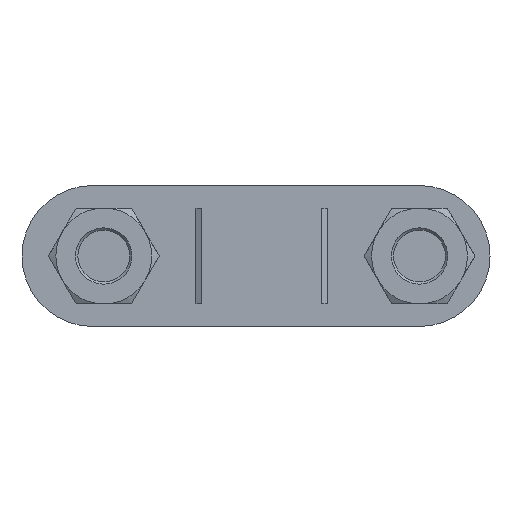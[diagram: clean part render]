
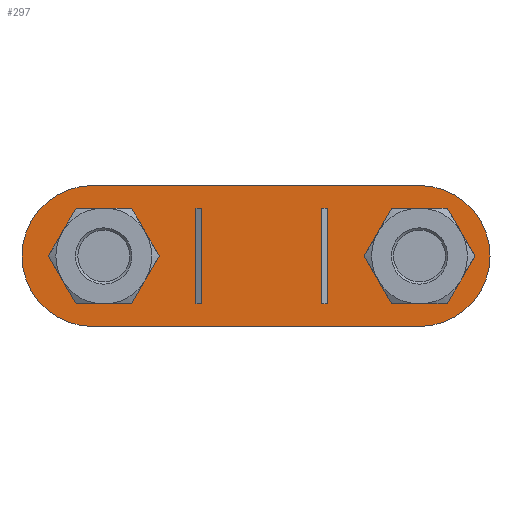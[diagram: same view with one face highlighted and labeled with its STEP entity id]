
A CAD part, front view. The second image highlights one B-rep face of the part: STEP entity #297.
In plain terms, the highlighted planar face has unit normal (0, -1, 0).
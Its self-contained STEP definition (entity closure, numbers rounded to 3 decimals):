
#297 = ADVANCED_FACE( '', ( #451, #452, #453, #454, #455 ), #456, .F. );
#451 = FACE_BOUND( '', #1533, .T. );
#452 = FACE_OUTER_BOUND( '', #1534, .T. );
#453 = FACE_BOUND( '', #1535, .T. );
#454 = FACE_BOUND( '', #1536, .T. );
#455 = FACE_BOUND( '', #1537, .T. );
#456 = PLANE( '', #1538 );
#1533 = EDGE_LOOP( '', ( #1912, #1913, #1914, #1915 ) );
#1534 = EDGE_LOOP( '', ( #1916, #1917, #1918, #1919, #1920, #1921 ) );
#1535 = EDGE_LOOP( '', ( #1922 ) );
#1536 = EDGE_LOOP( '', ( #1923, #1924, #1925, #1926 ) );
#1537 = EDGE_LOOP( '', ( #1927, #1928, #1929, #1930 ) );
#1538 = AXIS2_PLACEMENT_3D( '', #1931, #1932, #1933 );
#1912 = ORIENTED_EDGE( '', *, *, #2593, .F. );
#1913 = ORIENTED_EDGE( '', *, *, #2594, .T. );
#1914 = ORIENTED_EDGE( '', *, *, #2595, .T. );
#1915 = ORIENTED_EDGE( '', *, *, #2596, .F. );
#1916 = ORIENTED_EDGE( '', *, *, #2597, .F. );
#1917 = ORIENTED_EDGE( '', *, *, #2598, .F. );
#1918 = ORIENTED_EDGE( '', *, *, #2599, .F. );
#1919 = ORIENTED_EDGE( '', *, *, #2600, .F. );
#1920 = ORIENTED_EDGE( '', *, *, #2601, .F. );
#1921 = ORIENTED_EDGE( '', *, *, #2602, .F. );
#1922 = ORIENTED_EDGE( '', *, *, #2603, .T. );
#1923 = ORIENTED_EDGE( '', *, *, #2604, .F. );
#1924 = ORIENTED_EDGE( '', *, *, #2605, .F. );
#1925 = ORIENTED_EDGE( '', *, *, #2606, .F. );
#1926 = ORIENTED_EDGE( '', *, *, #2607, .F. );
#1927 = ORIENTED_EDGE( '', *, *, #2608, .T. );
#1928 = ORIENTED_EDGE( '', *, *, #2609, .T. );
#1929 = ORIENTED_EDGE( '', *, *, #2610, .F. );
#1930 = ORIENTED_EDGE( '', *, *, #2611, .F. );
#1931 = CARTESIAN_POINT( '', ( -30., 33.5, 0. ) );
#1932 = DIRECTION( '', ( 0., 1., 0. ) );
#1933 = DIRECTION( '', ( 0., 0., 1. ) );
#2593 = EDGE_CURVE( '', #2863, #2864, #2865, .T. );
#2594 = EDGE_CURVE( '', #2863, #2866, #2867, .T. );
#2595 = EDGE_CURVE( '', #2866, #2868, #2869, .T. );
#2596 = EDGE_CURVE( '', #2864, #2868, #2870, .T. );
#2597 = EDGE_CURVE( '', #2871, #2872, #2873, .T. );
#2598 = EDGE_CURVE( '', #2874, #2871, #2875, .T. );
#2599 = EDGE_CURVE( '', #2876, #2874, #2877, .T. );
#2600 = EDGE_CURVE( '', #2878, #2876, #2879, .T. );
#2601 = EDGE_CURVE( '', #2880, #2878, #2881, .T. );
#2602 = EDGE_CURVE( '', #2872, #2880, #2882, .T. );
#2603 = EDGE_CURVE( '', #2883, #2883, #2884, .T. );
#2604 = EDGE_CURVE( '', #2885, #2886, #2887, .T. );
#2605 = EDGE_CURVE( '', #2888, #2885, #2889, .T. );
#2606 = EDGE_CURVE( '', #2890, #2888, #2891, .T. );
#2607 = EDGE_CURVE( '', #2886, #2890, #2892, .T. );
#2608 = EDGE_CURVE( '', #2893, #2894, #2895, .T. );
#2609 = EDGE_CURVE( '', #2894, #2896, #2897, .T. );
#2610 = EDGE_CURVE( '', #2898, #2896, #2899, .T. );
#2611 = EDGE_CURVE( '', #2893, #2898, #2900, .T. );
#2863 = VERTEX_POINT( '', #3499 );
#2864 = VERTEX_POINT( '', #3500 );
#2865 = LINE( '', #3501, #3502 );
#2866 = VERTEX_POINT( '', #3503 );
#2867 = LINE( '', #3504, #3505 );
#2868 = VERTEX_POINT( '', #3506 );
#2869 = LINE( '', #3507, #3508 );
#2870 = LINE( '', #3509, #3510 );
#2871 = VERTEX_POINT( '', #3511 );
#2872 = VERTEX_POINT( '', #3512 );
#2873 = CIRCLE( '', #3513, 12.5 );
#2874 = VERTEX_POINT( '', #3514 );
#2875 = CIRCLE( '', #3515, 12.5 );
#2876 = VERTEX_POINT( '', #3516 );
#2877 = LINE( '', #3517, #3518 );
#2878 = VERTEX_POINT( '', #3519 );
#2879 = CIRCLE( '', #3520, 12.5 );
#2880 = VERTEX_POINT( '', #3521 );
#2881 = CIRCLE( '', #3522, 12.5 );
#2882 = LINE( '', #3523, #3524 );
#2883 = VERTEX_POINT( '', #3525 );
#2884 = CIRCLE( '', #3526, 5.4 );
#2885 = VERTEX_POINT( '', #3527 );
#2886 = VERTEX_POINT( '', #3528 );
#2887 = CIRCLE( '', #3529, 5. );
#2888 = VERTEX_POINT( '', #3530 );
#2889 = LINE( '', #3531, #3532 );
#2890 = VERTEX_POINT( '', #3533 );
#2891 = CIRCLE( '', #3534, 5. );
#2892 = LINE( '', #3535, #3536 );
#2893 = VERTEX_POINT( '', #3537 );
#2894 = VERTEX_POINT( '', #3538 );
#2895 = LINE( '', #3539, #3540 );
#2896 = VERTEX_POINT( '', #3541 );
#2897 = LINE( '', #3542, #3543 );
#2898 = VERTEX_POINT( '', #3544 );
#2899 = LINE( '', #3545, #3546 );
#2900 = LINE( '', #3547, #3548 );
#3499 = CARTESIAN_POINT( '', ( -11.65, 33.5, -8.5 ) );
#3500 = CARTESIAN_POINT( '', ( -10.65, 33.5, -8.5 ) );
#3501 = CARTESIAN_POINT( '', ( -11.65, 33.5, -8.5 ) );
#3502 = VECTOR( '', #4129, 1000. );
#3503 = CARTESIAN_POINT( '', ( -11.65, 33.5, 8.5 ) );
#3504 = CARTESIAN_POINT( '', ( -11.65, 33.5, -8.5 ) );
#3505 = VECTOR( '', #4130, 1000. );
#3506 = CARTESIAN_POINT( '', ( -10.65, 33.5, 8.5 ) );
#3507 = CARTESIAN_POINT( '', ( -11.65, 33.5, 8.5 ) );
#3508 = VECTOR( '', #4131, 1000. );
#3509 = CARTESIAN_POINT( '', ( -10.65, 33.5, -8.5 ) );
#3510 = VECTOR( '', #4132, 1000. );
#3511 = CARTESIAN_POINT( '', ( -42.5, 33.5, 0. ) );
#3512 = CARTESIAN_POINT( '', ( -30., 33.5, 12.5 ) );
#3513 = AXIS2_PLACEMENT_3D( '', #4133, #4134, #4135 );
#3514 = CARTESIAN_POINT( '', ( -30., 33.5, -12.5 ) );
#3515 = AXIS2_PLACEMENT_3D( '', #4136, #4137, #4138 );
#3516 = CARTESIAN_POINT( '', ( 28., 33.5, -12.5 ) );
#3517 = CARTESIAN_POINT( '', ( 28., 33.5, -12.5 ) );
#3518 = VECTOR( '', #4139, 1000. );
#3519 = CARTESIAN_POINT( '', ( 40.5, 33.5, 0. ) );
#3520 = AXIS2_PLACEMENT_3D( '', #4140, #4141, #4142 );
#3521 = CARTESIAN_POINT( '', ( 28., 33.5, 12.5 ) );
#3522 = AXIS2_PLACEMENT_3D( '', #4143, #4144, #4145 );
#3523 = CARTESIAN_POINT( '', ( -30., 33.5, 12.5 ) );
#3524 = VECTOR( '', #4146, 1000. );
#3525 = CARTESIAN_POINT( '', ( 33.4, 33.5, 0. ) );
#3526 = AXIS2_PLACEMENT_3D( '', #4147, #4148, #4149 );
#3527 = CARTESIAN_POINT( '', ( -30., 33.5, 5. ) );
#3528 = CARTESIAN_POINT( '', ( -30., 33.5, -5. ) );
#3529 = AXIS2_PLACEMENT_3D( '', #4150, #4151, #4152 );
#3530 = CARTESIAN_POINT( '', ( -27., 33.5, 5. ) );
#3531 = CARTESIAN_POINT( '', ( -27., 33.5, 5. ) );
#3532 = VECTOR( '', #4153, 1000. );
#3533 = CARTESIAN_POINT( '', ( -27., 33.5, -5. ) );
#3534 = AXIS2_PLACEMENT_3D( '', #4154, #4155, #4156 );
#3535 = CARTESIAN_POINT( '', ( -30., 33.5, -5. ) );
#3536 = VECTOR( '', #4157, 1000. );
#3537 = CARTESIAN_POINT( '', ( 11.65, 33.5, -8.5 ) );
#3538 = CARTESIAN_POINT( '', ( 10.65, 33.5, -8.5 ) );
#3539 = CARTESIAN_POINT( '', ( 11.65, 33.5, -8.5 ) );
#3540 = VECTOR( '', #4158, 1000. );
#3541 = CARTESIAN_POINT( '', ( 10.65, 33.5, 8.5 ) );
#3542 = CARTESIAN_POINT( '', ( 10.65, 33.5, -8.5 ) );
#3543 = VECTOR( '', #4159, 1000. );
#3544 = CARTESIAN_POINT( '', ( 11.65, 33.5, 8.5 ) );
#3545 = CARTESIAN_POINT( '', ( 11.65, 33.5, 8.5 ) );
#3546 = VECTOR( '', #4160, 1000. );
#3547 = CARTESIAN_POINT( '', ( 11.65, 33.5, -8.5 ) );
#3548 = VECTOR( '', #4161, 1000. );
#4129 = DIRECTION( '', ( 1., 0., 0. ) );
#4130 = DIRECTION( '', ( 0., 0., 1. ) );
#4131 = DIRECTION( '', ( 1., 0., 0. ) );
#4132 = DIRECTION( '', ( 0., 0., 1. ) );
#4133 = CARTESIAN_POINT( '', ( -30., 33.5, 0. ) );
#4134 = DIRECTION( '', ( 0., 1., 0. ) );
#4135 = DIRECTION( '', ( -1., 0., 0. ) );
#4136 = CARTESIAN_POINT( '', ( -30., 33.5, 0. ) );
#4137 = DIRECTION( '', ( 0., 1., 0. ) );
#4138 = DIRECTION( '', ( 0., 0., -1. ) );
#4139 = DIRECTION( '', ( -1., 0., 0. ) );
#4140 = CARTESIAN_POINT( '', ( 28., 33.5, 0. ) );
#4141 = DIRECTION( '', ( 0., 1., 0. ) );
#4142 = DIRECTION( '', ( 1., 0., 0. ) );
#4143 = CARTESIAN_POINT( '', ( 28., 33.5, 0. ) );
#4144 = DIRECTION( '', ( 0., 1., 0. ) );
#4145 = DIRECTION( '', ( 0., 0., 1. ) );
#4146 = DIRECTION( '', ( 1., 0., 0. ) );
#4147 = CARTESIAN_POINT( '', ( 28., 33.5, 0. ) );
#4148 = DIRECTION( '', ( 0., 1., 0. ) );
#4149 = DIRECTION( '', ( 1., 0., 0. ) );
#4150 = CARTESIAN_POINT( '', ( -30., 33.5, 0. ) );
#4151 = DIRECTION( '', ( 0., -1., 0. ) );
#4152 = DIRECTION( '', ( 0., 0., 1. ) );
#4153 = DIRECTION( '', ( -1., 0., 0. ) );
#4154 = CARTESIAN_POINT( '', ( -27., 33.5, 0. ) );
#4155 = DIRECTION( '', ( 0., -1., 0. ) );
#4156 = DIRECTION( '', ( 0., 0., -1. ) );
#4157 = DIRECTION( '', ( 1., 0., 0. ) );
#4158 = DIRECTION( '', ( -1., 0., 0. ) );
#4159 = DIRECTION( '', ( 0., 0., 1. ) );
#4160 = DIRECTION( '', ( -1., 0., 0. ) );
#4161 = DIRECTION( '', ( 0., 0., 1. ) );
